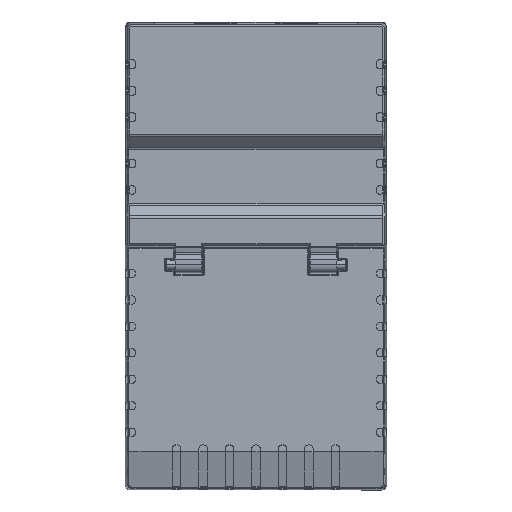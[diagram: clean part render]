
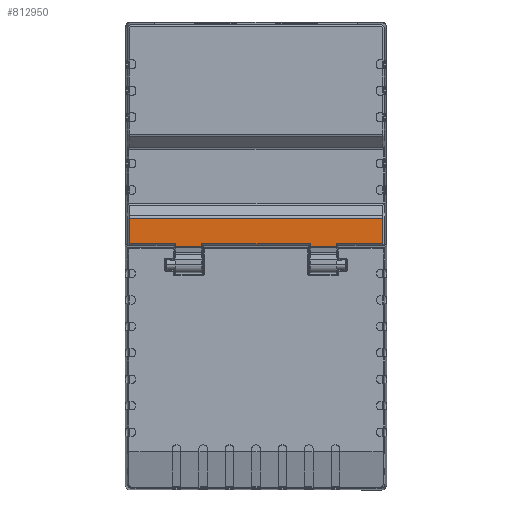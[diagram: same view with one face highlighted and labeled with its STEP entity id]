
A CAD part, front view. The second image highlights one B-rep face of the part: STEP entity #812950.
In plain terms, the highlighted face is planar.
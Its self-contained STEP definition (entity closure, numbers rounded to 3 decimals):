
#805570=CARTESIAN_POINT('',(-16.44,-34.452,0.));
#805580=VERTEX_POINT('',#805570);
#811790=CARTESIAN_POINT('',(-24.31,-34.452,0.));
#811800=VERTEX_POINT('',#811790);
#811850=CARTESIAN_POINT('',(-24.31,-34.452,0.));
#811860=DIRECTION('',(1.,0.,0.));
#811870=VECTOR('',#811860,1.);
#811880=LINE('',#811850,#811870);
#811890=EDGE_CURVE('',#811800,#805580,#811880,.T.);
#812010=CARTESIAN_POINT('',(0.,0.,0.));
#812020=DIRECTION('',(0.,0.,1.));
#812030=DIRECTION('',(1.,0.,0.));
#812040=AXIS2_PLACEMENT_3D('',#812010,#812020,#812030);
#812050=PLANE('',#812040);
#812060=ORIENTED_EDGE('',*,*,#811890,.F.);
#812070=CARTESIAN_POINT('',(-16.44,-34.452,
0.));
#812080=DIRECTION('',(0.,1.,0.));
#812090=VECTOR('',#812080,1.);
#812100=LINE('',#812070,#812090);
#812110=CARTESIAN_POINT('',(-16.44,-33.535,
0.));
#812120=VERTEX_POINT('',#812110);
#812130=EDGE_CURVE('',#805580,#812120,#812100,.T.);
#812140=ORIENTED_EDGE('',*,*,#812130,.F.);
#812150=CARTESIAN_POINT('',(-16.44,-33.535,
0.));
#812160=DIRECTION('',(1.,0.,0.));
#812170=VECTOR('',#812160,1.);
#812180=LINE('',#812150,#812170);
#812190=CARTESIAN_POINT('',(16.44,-33.535,
0.));
#812200=VERTEX_POINT('',#812190);
#812210=EDGE_CURVE('',#812120,#812200,#812180,.T.);
#812220=ORIENTED_EDGE('',*,*,#812210,.F.);
#812230=CARTESIAN_POINT('',(16.44,-33.535,
0.));
#812240=DIRECTION('',(0.,-1.,0.));
#812250=VECTOR('',#812240,1.);
#812260=LINE('',#812230,#812250);
#812270=CARTESIAN_POINT('',(16.44,-34.452,0.));
#812280=VERTEX_POINT('',#812270);
#812290=EDGE_CURVE('',#812200,#812280,#812260,.T.);
#812300=ORIENTED_EDGE('',*,*,#812290,.F.);
#812310=CARTESIAN_POINT('',(16.44,-34.452,0.));
#812320=DIRECTION('',(1.,0.,0.));
#812330=VECTOR('',#812320,1.);
#812340=LINE('',#812310,#812330);
#812350=CARTESIAN_POINT('',(24.31,-34.452,
0.));
#812360=VERTEX_POINT('',#812350);
#812370=EDGE_CURVE('',#812280,#812360,#812340,.T.);
#812380=ORIENTED_EDGE('',*,*,#812370,.F.);
#812390=CARTESIAN_POINT('',(24.31,-34.452,
0.));
#812400=DIRECTION('',(0.,1.,0.));
#812410=VECTOR('',#812400,1.);
#812420=LINE('',#812390,#812410);
#812430=CARTESIAN_POINT('',(24.31,-33.553,
0.));
#812440=VERTEX_POINT('',#812430);
#812450=EDGE_CURVE('',#812360,#812440,#812420,.T.);
#812460=ORIENTED_EDGE('',*,*,#812450,.F.);
#812470=CARTESIAN_POINT('',(24.31,-33.553,
0.));
#812480=DIRECTION('',(1.,0.,0.));
#812490=VECTOR('',#812480,1.);
#812500=LINE('',#812470,#812490);
#812510=CARTESIAN_POINT('',(38.365,-33.553,
0.));
#812520=VERTEX_POINT('',#812510);
#812530=EDGE_CURVE('',#812440,#812520,#812500,.T.);
#812540=ORIENTED_EDGE('',*,*,#812530,.F.);
#812550=CARTESIAN_POINT('',(38.365,-33.553,
0.));
#812560=DIRECTION('',(0.,1.,0.));
#812570=VECTOR('',#812560,1.);
#812580=LINE('',#812550,#812570);
#812590=CARTESIAN_POINT('',(38.365,-25.854,0.));
#812600=VERTEX_POINT('',#812590);
#812610=EDGE_CURVE('',#812520,#812600,#812580,.T.);
#812620=ORIENTED_EDGE('',*,*,#812610,.F.);
#812630=CARTESIAN_POINT('',(38.365,-25.854,0.));
#812640=DIRECTION('',(-1.,0.,0.));
#812650=VECTOR('',#812640,1.);
#812660=LINE('',#812630,#812650);
#812670=CARTESIAN_POINT('',(-38.365,-25.854,
0.));
#812680=VERTEX_POINT('',#812670);
#812690=EDGE_CURVE('',#812600,#812680,#812660,.T.);
#812700=ORIENTED_EDGE('',*,*,#812690,.F.);
#812710=CARTESIAN_POINT('',(-38.365,-25.854,
0.));
#812720=DIRECTION('',(0.,-1.,0.));
#812730=VECTOR('',#812720,1.);
#812740=LINE('',#812710,#812730);
#812750=CARTESIAN_POINT('',(-38.365,-33.553,
0.));
#812760=VERTEX_POINT('',#812750);
#812770=EDGE_CURVE('',#812680,#812760,#812740,.T.);
#812780=ORIENTED_EDGE('',*,*,#812770,.F.);
#812790=CARTESIAN_POINT('',(-38.365,-33.553,
0.));
#812800=DIRECTION('',(1.,0.,0.));
#812810=VECTOR('',#812800,1.);
#812820=LINE('',#812790,#812810);
#812830=CARTESIAN_POINT('',(-24.31,-33.553,
0.));
#812840=VERTEX_POINT('',#812830);
#812850=EDGE_CURVE('',#812760,#812840,#812820,.T.);
#812860=ORIENTED_EDGE('',*,*,#812850,.F.);
#812870=CARTESIAN_POINT('',(-24.31,-33.553,0.));
#812880=DIRECTION('',(0.,-1.,0.));
#812890=VECTOR('',#812880,1.);
#812900=LINE('',#812870,#812890);
#812910=EDGE_CURVE('',#812840,#811800,#812900,.T.);
#812920=ORIENTED_EDGE('',*,*,#812910,.F.);
#812930=EDGE_LOOP('',(#812920,#812860,#812780,#812700,#812620,#812540,
#812460,#812380,#812300,#812220,#812140,#812060));
#812940=FACE_OUTER_BOUND('',#812930,.T.);
#812950=ADVANCED_FACE('',(#812940),#812050,.F.);
